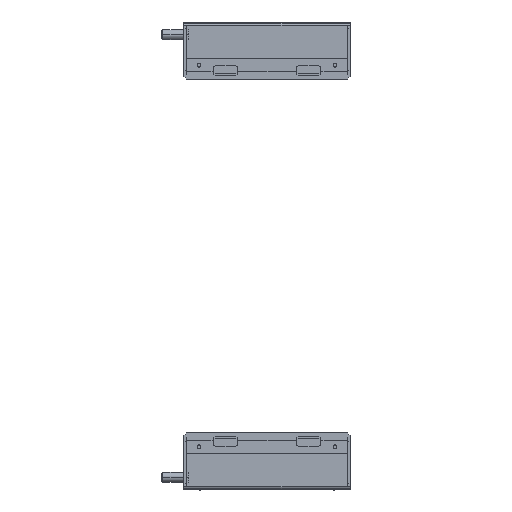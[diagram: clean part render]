
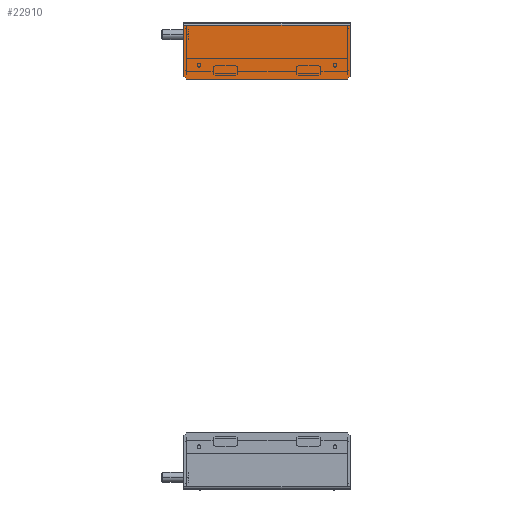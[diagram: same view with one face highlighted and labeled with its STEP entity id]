
A CAD part, left-side view. The second image highlights one B-rep face of the part: STEP entity #22910.
In plain terms, the highlighted face is planar.
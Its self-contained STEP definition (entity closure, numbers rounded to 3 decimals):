
#57 = CARTESIAN_POINT ( 'NONE',  ( 34., 97., -34. ) ) ;
#562 = DIRECTION ( 'NONE',  ( 0., -1., 0. ) ) ;
#2464 = VERTEX_POINT ( 'NONE', #3266 ) ;
#2467 = EDGE_CURVE ( 'NONE', #16784, #15662, #26409, .T. ) ;
#2621 = CARTESIAN_POINT ( 'NONE',  ( 34., 100., 34. ) ) ;
#2764 = DIRECTION ( 'NONE',  ( 0., 0.707, 0.707 ) ) ;
#2930 = CARTESIAN_POINT ( 'NONE',  ( 34., 100., -34. ) ) ;
#3004 = AXIS2_PLACEMENT_3D ( 'NONE', #28854, #31451, #34250 ) ;
#3266 = CARTESIAN_POINT ( 'NONE',  ( 34., 100., 30.6 ) ) ;
#4111 = ORIENTED_EDGE ( 'NONE', *, *, #28256, .T. ) ;
#6090 = CARTESIAN_POINT ( 'NONE',  ( 34., 100., -31. ) ) ;
#7079 = VERTEX_POINT ( 'NONE', #11118 ) ;
#7310 = ORIENTED_EDGE ( 'NONE', *, *, #19807, .T. ) ;
#7850 = CARTESIAN_POINT ( 'NONE',  ( 34., 100., 30.6 ) ) ;
#8759 = ORIENTED_EDGE ( 'NONE', *, *, #30482, .T. ) ;
#10147 = PLANE ( 'NONE',  #3004 ) ;
#10510 = EDGE_CURVE ( 'NONE', #7079, #20594, #12287, .T. ) ;
#10771 = VERTEX_POINT ( 'NONE', #6090 ) ;
#11118 = CARTESIAN_POINT ( 'NONE',  ( 34., -100., 30.6 ) ) ;
#11737 = CARTESIAN_POINT ( 'NONE',  ( 34., -97., -34. ) ) ;
#11873 = ORIENTED_EDGE ( 'NONE', *, *, #10510, .T. ) ;
#12287 = LINE ( 'NONE', #26531, #25678 ) ;
#12385 = DIRECTION ( 'NONE',  ( 0., 0., -1. ) ) ;
#12429 = EDGE_CURVE ( 'NONE', #2464, #10771, #13878, .T. ) ;
#12841 = DIRECTION ( 'NONE',  ( 0., -1., 0. ) ) ;
#13601 = CARTESIAN_POINT ( 'NONE',  ( 34., -100., -31. ) ) ;
#13878 = LINE ( 'NONE', #2621, #31470 ) ;
#15481 = ORIENTED_EDGE ( 'NONE', *, *, #2467, .F. ) ;
#15574 = VECTOR ( 'NONE', #12841, 1000. ) ;
#15662 = VERTEX_POINT ( 'NONE', #11737 ) ;
#16759 = VECTOR ( 'NONE', #2764, 1000. ) ;
#16784 = VERTEX_POINT ( 'NONE', #21382 ) ;
#17177 = LINE ( 'NONE', #57, #16759 ) ;
#19807 = EDGE_CURVE ( 'NONE', #2464, #7079, #27288, .T. ) ;
#20594 = VERTEX_POINT ( 'NONE', #13601 ) ;
#21382 = CARTESIAN_POINT ( 'NONE',  ( 34., 97., -34. ) ) ;
#22158 = EDGE_LOOP ( 'NONE', ( #11873, #8759, #15481, #4111, #31212, #7310 ) ) ;
#22367 = VECTOR ( 'NONE', #33413, 1000. ) ;
#22733 = CARTESIAN_POINT ( 'NONE',  ( 34., -100., -31. ) ) ;
#22910 = ADVANCED_FACE ( 'NONE', ( #32165 ), #10147, .F. ) ;
#25678 = VECTOR ( 'NONE', #12385, 1000. ) ;
#26005 = VECTOR ( 'NONE', #562, 1000. ) ;
#26409 = LINE ( 'NONE', #2930, #26005 ) ;
#26531 = CARTESIAN_POINT ( 'NONE',  ( 34., -100., 34. ) ) ;
#26970 = LINE ( 'NONE', #22733, #22367 ) ;
#27288 = LINE ( 'NONE', #7850, #15574 ) ;
#28256 = EDGE_CURVE ( 'NONE', #16784, #10771, #17177, .T. ) ;
#28854 = CARTESIAN_POINT ( 'NONE',  ( 34., 100., 34. ) ) ;
#30482 = EDGE_CURVE ( 'NONE', #20594, #15662, #26970, .T. ) ;
#31212 = ORIENTED_EDGE ( 'NONE', *, *, #12429, .F. ) ;
#31451 = DIRECTION ( 'NONE',  ( -1., 0., 0. ) ) ;
#31470 = VECTOR ( 'NONE', #31939, 1000. ) ;
#31939 = DIRECTION ( 'NONE',  ( 0., 0., -1. ) ) ;
#32165 = FACE_OUTER_BOUND ( 'NONE', #22158, .T. ) ;
#33413 = DIRECTION ( 'NONE',  ( 0., 0.707, -0.707 ) ) ;
#34250 = DIRECTION ( 'NONE',  ( 0., 0., 1. ) ) ;
